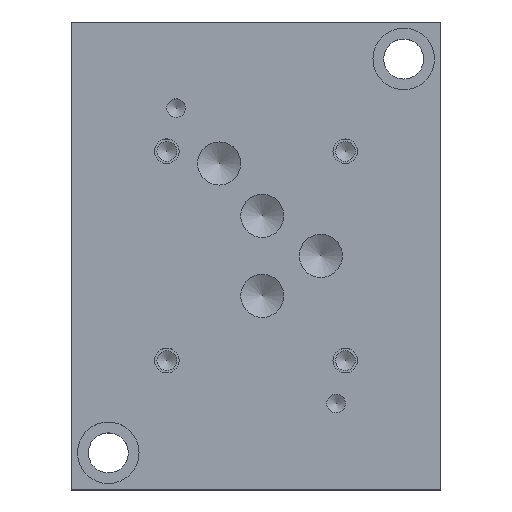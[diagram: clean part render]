
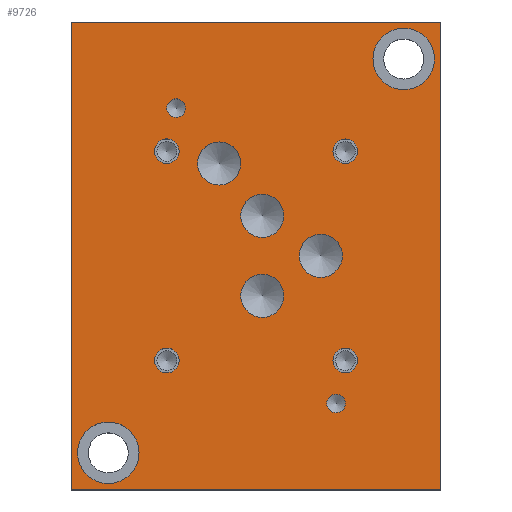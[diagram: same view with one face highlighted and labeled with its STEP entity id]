
A CAD part, top view. The second image highlights one B-rep face of the part: STEP entity #9726.
In plain terms, the highlighted planar face has unit normal (0, 0, 1).
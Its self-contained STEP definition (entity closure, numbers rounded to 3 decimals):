
#75=CIRCLE('',#10064,7.938);
#76=CIRCLE('',#10065,7.938);
#81=CIRCLE('',#10073,7.938);
#82=CIRCLE('',#10074,7.938);
#86=CIRCLE('',#10081,2.388);
#87=CIRCLE('',#10082,2.388);
#90=CIRCLE('',#10087,2.388);
#91=CIRCLE('',#10088,2.388);
#94=CIRCLE('',#10093,5.556);
#95=CIRCLE('',#10094,5.556);
#98=CIRCLE('',#10099,5.556);
#99=CIRCLE('',#10100,5.556);
#102=CIRCLE('',#10105,5.556);
#103=CIRCLE('',#10106,5.556);
#106=CIRCLE('',#10111,5.563);
#107=CIRCLE('',#10112,5.563);
#113=CIRCLE('',#10121,3.175);
#114=CIRCLE('',#10122,3.175);
#120=CIRCLE('',#10132,3.175);
#121=CIRCLE('',#10133,3.175);
#127=CIRCLE('',#10143,3.175);
#128=CIRCLE('',#10144,3.175);
#134=CIRCLE('',#10154,3.175);
#135=CIRCLE('',#10155,3.175);
#226=FACE_BOUND('',#1593,.T.);
#227=FACE_BOUND('',#1594,.T.);
#228=FACE_BOUND('',#1595,.T.);
#229=FACE_BOUND('',#1596,.T.);
#230=FACE_BOUND('',#1597,.T.);
#231=FACE_BOUND('',#1598,.T.);
#232=FACE_BOUND('',#1599,.T.);
#233=FACE_BOUND('',#1600,.T.);
#234=FACE_BOUND('',#1601,.T.);
#235=FACE_BOUND('',#1602,.T.);
#236=FACE_BOUND('',#1603,.T.);
#237=FACE_BOUND('',#1604,.T.);
#557=PLANE('',#10222);
#1047=FACE_OUTER_BOUND('',#1592,.T.);
#1592=EDGE_LOOP('',(#8667,#8668,#8669,#8670));
#1593=EDGE_LOOP('',(#8671,#8672));
#1594=EDGE_LOOP('',(#8673,#8674));
#1595=EDGE_LOOP('',(#8675,#8676));
#1596=EDGE_LOOP('',(#8677,#8678));
#1597=EDGE_LOOP('',(#8679,#8680));
#1598=EDGE_LOOP('',(#8681,#8682));
#1599=EDGE_LOOP('',(#8683,#8684));
#1600=EDGE_LOOP('',(#8685,#8686));
#1601=EDGE_LOOP('',(#8687,#8688));
#1602=EDGE_LOOP('',(#8689,#8690));
#1603=EDGE_LOOP('',(#8691,#8692));
#1604=EDGE_LOOP('',(#8693,#8694));
#1952=LINE('',#14437,#2927);
#2461=LINE('',#15756,#3436);
#2508=LINE('',#16095,#3483);
#2582=LINE('',#16475,#3557);
#2927=VECTOR('',#10760,10.);
#3436=VECTOR('',#11645,10.);
#3483=VECTOR('',#11724,10.);
#3557=VECTOR('',#12144,10.);
#4158=VERTEX_POINT('',#14434);
#4159=VERTEX_POINT('',#14436);
#4524=VERTEX_POINT('',#15753);
#4525=VERTEX_POINT('',#15755);
#4599=VERTEX_POINT('',#16158);
#4600=VERTEX_POINT('',#16160);
#4605=VERTEX_POINT('',#16175);
#4606=VERTEX_POINT('',#16177);
#4611=VERTEX_POINT('',#16192);
#4612=VERTEX_POINT('',#16194);
#4616=VERTEX_POINT('',#16205);
#4617=VERTEX_POINT('',#16207);
#4621=VERTEX_POINT('',#16218);
#4622=VERTEX_POINT('',#16220);
#4626=VERTEX_POINT('',#16231);
#4627=VERTEX_POINT('',#16233);
#4631=VERTEX_POINT('',#16244);
#4632=VERTEX_POINT('',#16246);
#4636=VERTEX_POINT('',#16257);
#4637=VERTEX_POINT('',#16259);
#4644=VERTEX_POINT('',#16277);
#4645=VERTEX_POINT('',#16279);
#4652=VERTEX_POINT('',#16299);
#4653=VERTEX_POINT('',#16301);
#4660=VERTEX_POINT('',#16321);
#4661=VERTEX_POINT('',#16323);
#4668=VERTEX_POINT('',#16343);
#4669=VERTEX_POINT('',#16345);
#5241=EDGE_CURVE('',#4159,#4158,#1952,.T.);
#5786=EDGE_CURVE('',#4525,#4524,#2461,.T.);
#5865=EDGE_CURVE('',#4158,#4525,#2508,.T.);
#5896=EDGE_CURVE('',#4600,#4599,#75,.T.);
#5897=EDGE_CURVE('',#4599,#4600,#76,.T.);
#5904=EDGE_CURVE('',#4606,#4605,#81,.T.);
#5905=EDGE_CURVE('',#4605,#4606,#82,.T.);
#5912=EDGE_CURVE('',#4612,#4611,#86,.T.);
#5913=EDGE_CURVE('',#4611,#4612,#87,.T.);
#5918=EDGE_CURVE('',#4617,#4616,#90,.T.);
#5919=EDGE_CURVE('',#4616,#4617,#91,.T.);
#5924=EDGE_CURVE('',#4622,#4621,#94,.T.);
#5925=EDGE_CURVE('',#4621,#4622,#95,.T.);
#5930=EDGE_CURVE('',#4627,#4626,#98,.T.);
#5931=EDGE_CURVE('',#4626,#4627,#99,.T.);
#5936=EDGE_CURVE('',#4632,#4631,#102,.T.);
#5937=EDGE_CURVE('',#4631,#4632,#103,.T.);
#5942=EDGE_CURVE('',#4637,#4636,#106,.T.);
#5943=EDGE_CURVE('',#4636,#4637,#107,.T.);
#5951=EDGE_CURVE('',#4645,#4644,#113,.T.);
#5952=EDGE_CURVE('',#4644,#4645,#114,.T.);
#5961=EDGE_CURVE('',#4653,#4652,#120,.T.);
#5962=EDGE_CURVE('',#4652,#4653,#121,.T.);
#5971=EDGE_CURVE('',#4661,#4660,#127,.T.);
#5972=EDGE_CURVE('',#4660,#4661,#128,.T.);
#5981=EDGE_CURVE('',#4669,#4668,#134,.T.);
#5982=EDGE_CURVE('',#4668,#4669,#135,.T.);
#6040=EDGE_CURVE('',#4524,#4159,#2582,.T.);
#8667=ORIENTED_EDGE('',*,*,#5865,.T.);
#8668=ORIENTED_EDGE('',*,*,#5786,.T.);
#8669=ORIENTED_EDGE('',*,*,#6040,.T.);
#8670=ORIENTED_EDGE('',*,*,#5241,.T.);
#8671=ORIENTED_EDGE('',*,*,#5896,.T.);
#8672=ORIENTED_EDGE('',*,*,#5897,.T.);
#8673=ORIENTED_EDGE('',*,*,#5904,.T.);
#8674=ORIENTED_EDGE('',*,*,#5905,.T.);
#8675=ORIENTED_EDGE('',*,*,#5912,.T.);
#8676=ORIENTED_EDGE('',*,*,#5913,.T.);
#8677=ORIENTED_EDGE('',*,*,#5918,.T.);
#8678=ORIENTED_EDGE('',*,*,#5919,.T.);
#8679=ORIENTED_EDGE('',*,*,#5924,.T.);
#8680=ORIENTED_EDGE('',*,*,#5925,.T.);
#8681=ORIENTED_EDGE('',*,*,#5930,.T.);
#8682=ORIENTED_EDGE('',*,*,#5931,.T.);
#8683=ORIENTED_EDGE('',*,*,#5936,.T.);
#8684=ORIENTED_EDGE('',*,*,#5937,.T.);
#8685=ORIENTED_EDGE('',*,*,#5942,.T.);
#8686=ORIENTED_EDGE('',*,*,#5943,.T.);
#8687=ORIENTED_EDGE('',*,*,#5951,.T.);
#8688=ORIENTED_EDGE('',*,*,#5952,.T.);
#8689=ORIENTED_EDGE('',*,*,#5961,.T.);
#8690=ORIENTED_EDGE('',*,*,#5962,.T.);
#8691=ORIENTED_EDGE('',*,*,#5971,.T.);
#8692=ORIENTED_EDGE('',*,*,#5972,.T.);
#8693=ORIENTED_EDGE('',*,*,#5981,.T.);
#8694=ORIENTED_EDGE('',*,*,#5982,.T.);
#9726=ADVANCED_FACE('',(#1047,#226,#227,#228,#229,#230,#231,#232,#233,#234,
#235,#236,#237),#557,.T.);
#10064=AXIS2_PLACEMENT_3D('',#16161,#11784,#11785);
#10065=AXIS2_PLACEMENT_3D('',#16162,#11786,#11787);
#10073=AXIS2_PLACEMENT_3D('',#16178,#11804,#11805);
#10074=AXIS2_PLACEMENT_3D('',#16179,#11806,#11807);
#10081=AXIS2_PLACEMENT_3D('',#16195,#11823,#11824);
#10082=AXIS2_PLACEMENT_3D('',#16196,#11825,#11826);
#10087=AXIS2_PLACEMENT_3D('',#16208,#11837,#11838);
#10088=AXIS2_PLACEMENT_3D('',#16209,#11839,#11840);
#10093=AXIS2_PLACEMENT_3D('',#16221,#11851,#11852);
#10094=AXIS2_PLACEMENT_3D('',#16222,#11853,#11854);
#10099=AXIS2_PLACEMENT_3D('',#16234,#11865,#11866);
#10100=AXIS2_PLACEMENT_3D('',#16235,#11867,#11868);
#10105=AXIS2_PLACEMENT_3D('',#16247,#11879,#11880);
#10106=AXIS2_PLACEMENT_3D('',#16248,#11881,#11882);
#10111=AXIS2_PLACEMENT_3D('',#16260,#11893,#11894);
#10112=AXIS2_PLACEMENT_3D('',#16261,#11895,#11896);
#10121=AXIS2_PLACEMENT_3D('',#16280,#11915,#11916);
#10122=AXIS2_PLACEMENT_3D('',#16281,#11917,#11918);
#10132=AXIS2_PLACEMENT_3D('',#16302,#11940,#11941);
#10133=AXIS2_PLACEMENT_3D('',#16303,#11942,#11943);
#10143=AXIS2_PLACEMENT_3D('',#16324,#11965,#11966);
#10144=AXIS2_PLACEMENT_3D('',#16325,#11967,#11968);
#10154=AXIS2_PLACEMENT_3D('',#16346,#11990,#11991);
#10155=AXIS2_PLACEMENT_3D('',#16347,#11992,#11993);
#10222=AXIS2_PLACEMENT_3D('',#16478,#12149,#12150);
#10760=DIRECTION('',(0.,-1.,0.));
#11645=DIRECTION('',(0.,1.,0.));
#11724=DIRECTION('',(1.,0.,0.));
#11784=DIRECTION('center_axis',(0.,0.,-1.));
#11785=DIRECTION('ref_axis',(1.,0.,0.));
#11786=DIRECTION('center_axis',(0.,0.,-1.));
#11787=DIRECTION('ref_axis',(1.,0.,0.));
#11804=DIRECTION('center_axis',(0.,0.,-1.));
#11805=DIRECTION('ref_axis',(1.,0.,0.));
#11806=DIRECTION('center_axis',(0.,0.,-1.));
#11807=DIRECTION('ref_axis',(1.,0.,0.));
#11823=DIRECTION('center_axis',(0.,0.,-1.));
#11824=DIRECTION('ref_axis',(1.,0.,0.));
#11825=DIRECTION('center_axis',(0.,0.,-1.));
#11826=DIRECTION('ref_axis',(1.,0.,0.));
#11837=DIRECTION('center_axis',(0.,0.,-1.));
#11838=DIRECTION('ref_axis',(1.,0.,0.));
#11839=DIRECTION('center_axis',(0.,0.,-1.));
#11840=DIRECTION('ref_axis',(1.,0.,0.));
#11851=DIRECTION('center_axis',(0.,0.,-1.));
#11852=DIRECTION('ref_axis',(1.,0.,0.));
#11853=DIRECTION('center_axis',(0.,0.,-1.));
#11854=DIRECTION('ref_axis',(1.,0.,0.));
#11865=DIRECTION('center_axis',(0.,0.,-1.));
#11866=DIRECTION('ref_axis',(1.,0.,0.));
#11867=DIRECTION('center_axis',(0.,0.,-1.));
#11868=DIRECTION('ref_axis',(1.,0.,0.));
#11879=DIRECTION('center_axis',(0.,0.,-1.));
#11880=DIRECTION('ref_axis',(1.,0.,0.));
#11881=DIRECTION('center_axis',(0.,0.,-1.));
#11882=DIRECTION('ref_axis',(1.,0.,0.));
#11893=DIRECTION('center_axis',(0.,0.,-1.));
#11894=DIRECTION('ref_axis',(1.,0.,0.));
#11895=DIRECTION('center_axis',(0.,0.,-1.));
#11896=DIRECTION('ref_axis',(1.,0.,0.));
#11915=DIRECTION('center_axis',(0.,0.,-1.));
#11916=DIRECTION('ref_axis',(1.,0.,0.));
#11917=DIRECTION('center_axis',(0.,0.,-1.));
#11918=DIRECTION('ref_axis',(1.,0.,0.));
#11940=DIRECTION('center_axis',(0.,0.,-1.));
#11941=DIRECTION('ref_axis',(1.,0.,0.));
#11942=DIRECTION('center_axis',(0.,0.,-1.));
#11943=DIRECTION('ref_axis',(1.,0.,0.));
#11965=DIRECTION('center_axis',(0.,0.,-1.));
#11966=DIRECTION('ref_axis',(1.,0.,0.));
#11967=DIRECTION('center_axis',(0.,0.,-1.));
#11968=DIRECTION('ref_axis',(1.,0.,0.));
#11990=DIRECTION('center_axis',(0.,0.,-1.));
#11991=DIRECTION('ref_axis',(1.,0.,0.));
#11992=DIRECTION('center_axis',(0.,0.,-1.));
#11993=DIRECTION('ref_axis',(1.,0.,0.));
#12144=DIRECTION('',(-1.,0.,0.));
#12149=DIRECTION('center_axis',(0.,0.,1.));
#12150=DIRECTION('ref_axis',(1.,0.,0.));
#14434=CARTESIAN_POINT('',(0.,0.,44.45));
#14436=CARTESIAN_POINT('',(0.,120.65,44.45));
#14437=CARTESIAN_POINT('',(0.,120.65,44.45));
#15753=CARTESIAN_POINT('',(95.25,120.65,44.45));
#15755=CARTESIAN_POINT('',(95.25,0.,44.45));
#15756=CARTESIAN_POINT('',(95.25,0.,44.45));
#16095=CARTESIAN_POINT('',(0.,0.,44.45));
#16158=CARTESIAN_POINT('',(1.588,9.525,44.45));
#16160=CARTESIAN_POINT('',(17.463,9.525,44.45));
#16161=CARTESIAN_POINT('Origin',(9.525,9.525,44.45));
#16162=CARTESIAN_POINT('Origin',(9.525,9.525,44.45));
#16175=CARTESIAN_POINT('',(77.788,111.125,44.45));
#16177=CARTESIAN_POINT('',(93.663,111.125,44.45));
#16178=CARTESIAN_POINT('Origin',(85.725,111.125,44.45));
#16179=CARTESIAN_POINT('Origin',(85.725,111.125,44.45));
#16192=CARTESIAN_POINT('',(65.9,22.238,44.45));
#16194=CARTESIAN_POINT('',(70.676,22.238,44.45));
#16195=CARTESIAN_POINT('Origin',(68.288,22.238,44.45));
#16196=CARTESIAN_POINT('Origin',(68.288,22.238,44.45));
#16205=CARTESIAN_POINT('',(24.625,98.438,44.45));
#16207=CARTESIAN_POINT('',(29.401,98.438,44.45));
#16208=CARTESIAN_POINT('Origin',(27.013,98.438,44.45));
#16209=CARTESIAN_POINT('Origin',(27.013,98.438,44.45));
#16218=CARTESIAN_POINT('',(43.682,70.655,44.45));
#16220=CARTESIAN_POINT('',(54.794,70.655,44.45));
#16221=CARTESIAN_POINT('Origin',(49.238,70.655,44.45));
#16222=CARTESIAN_POINT('Origin',(49.238,70.655,44.45));
#16231=CARTESIAN_POINT('',(32.577,84.15,44.45));
#16233=CARTESIAN_POINT('',(43.689,84.15,44.45));
#16234=CARTESIAN_POINT('Origin',(38.133,84.15,44.45));
#16235=CARTESIAN_POINT('Origin',(38.133,84.15,44.45));
#16244=CARTESIAN_POINT('',(43.687,50.02,44.45));
#16246=CARTESIAN_POINT('',(54.799,50.02,44.45));
#16247=CARTESIAN_POINT('Origin',(49.243,50.02,44.45));
#16248=CARTESIAN_POINT('Origin',(49.243,50.02,44.45));
#16257=CARTESIAN_POINT('',(58.776,60.338,44.45));
#16259=CARTESIAN_POINT('',(69.901,60.338,44.45));
#16260=CARTESIAN_POINT('Origin',(64.338,60.338,44.45));
#16261=CARTESIAN_POINT('Origin',(64.338,60.338,44.45));
#16277=CARTESIAN_POINT('',(67.488,33.338,44.45));
#16279=CARTESIAN_POINT('',(73.838,33.338,44.45));
#16280=CARTESIAN_POINT('Origin',(70.663,33.338,44.45));
#16281=CARTESIAN_POINT('Origin',(70.663,33.338,44.45));
#16299=CARTESIAN_POINT('',(21.438,87.325,44.45));
#16301=CARTESIAN_POINT('',(27.788,87.325,44.45));
#16302=CARTESIAN_POINT('Origin',(24.613,87.325,44.45));
#16303=CARTESIAN_POINT('Origin',(24.613,87.325,44.45));
#16321=CARTESIAN_POINT('',(67.488,87.313,44.45));
#16323=CARTESIAN_POINT('',(73.838,87.313,44.45));
#16324=CARTESIAN_POINT('Origin',(70.663,87.313,44.45));
#16325=CARTESIAN_POINT('Origin',(70.663,87.313,44.45));
#16343=CARTESIAN_POINT('',(21.45,33.338,44.45));
#16345=CARTESIAN_POINT('',(27.8,33.338,44.45));
#16346=CARTESIAN_POINT('Origin',(24.625,33.338,44.45));
#16347=CARTESIAN_POINT('Origin',(24.625,33.338,44.45));
#16475=CARTESIAN_POINT('',(95.25,120.65,44.45));
#16478=CARTESIAN_POINT('Origin',(47.625,60.325,44.45));
